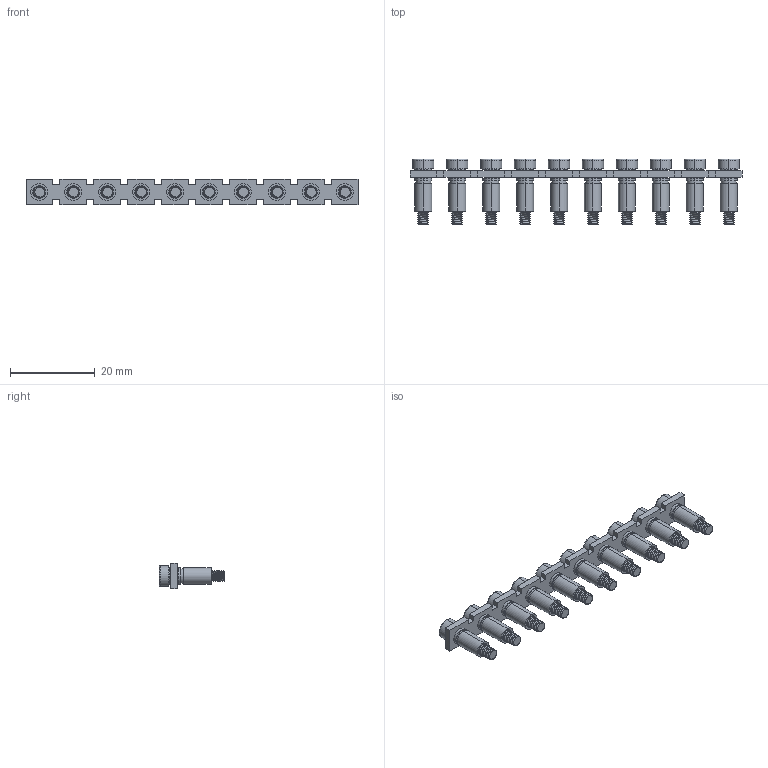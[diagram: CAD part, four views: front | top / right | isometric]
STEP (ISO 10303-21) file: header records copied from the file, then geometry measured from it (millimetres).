
FILE_DESCRIPTION (( 'STEP AP214' ), '1' );
FILE_NAME ('KN-10J8.step', '2015-05-04T11:23:29', ( '' ), ( '' ), 'SwSTEP 2.0', 'SolidWorks 2014', '' );
FILE_SCHEMA (( 'AUTOMOTIVE_DESIGN' ));
Length unit declared in the file: millimetre
Products named in the file (1): KN-10J8
Bounding box: 78.25 x 15.5 x 6 mm (x, y, z)
Volume: 2041.6 mm3; surface area: 5574 mm2
Topology: 31 solids, 31 shells, 508 faces, 1168 edges, 762 vertices
Faces by surface type: plane 238, cylinder 210, bspline 40, torus 20
Entity records: 23946 total; most frequent: CARTESIAN_POINT 10409, DIRECTION 2476, ORIENTED_EDGE 2336, EDGE_CURVE 1168, AXIS2_PLACEMENT_3D 939, VERTEX_POINT 762, EDGE_LOOP 608, LINE 598
